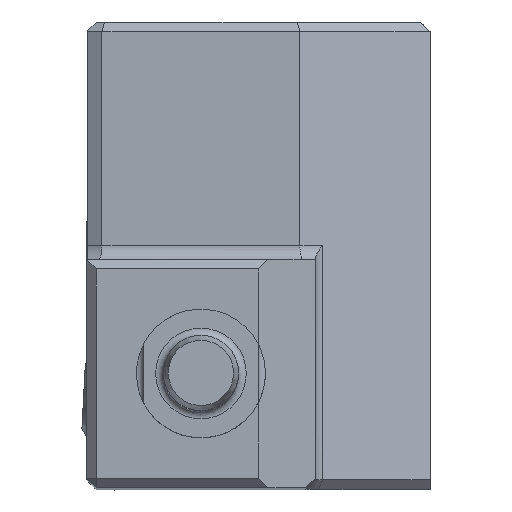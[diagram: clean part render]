
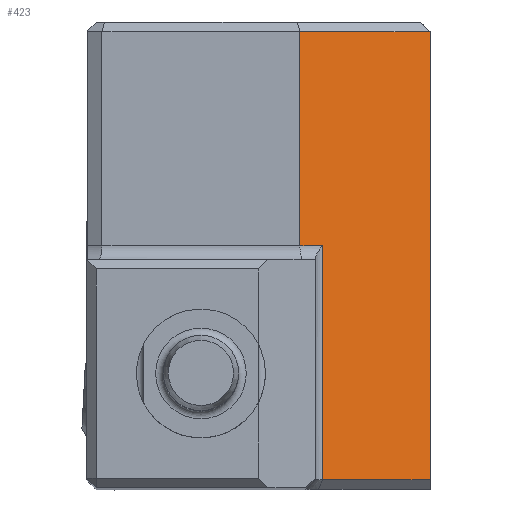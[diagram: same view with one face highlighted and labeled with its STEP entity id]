
A CAD part, top view. The second image highlights one B-rep face of the part: STEP entity #423.
In plain terms, the highlighted planar face has unit normal (0.5, 0, 0.866).
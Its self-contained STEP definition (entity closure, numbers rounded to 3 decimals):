
#423=ADVANCED_FACE('',(#742),#634,.F.);
#634=PLANE('',#4089);
#742=FACE_OUTER_BOUND('',#939,.T.);
#939=EDGE_LOOP('',(#1364,#1365,#1366,#1367,#1368,#1369));
#1364=ORIENTED_EDGE('',*,*,#2798,.T.);
#1365=ORIENTED_EDGE('',*,*,#2819,.T.);
#1366=ORIENTED_EDGE('',*,*,#2806,.T.);
#1367=ORIENTED_EDGE('',*,*,#2820,.F.);
#1368=ORIENTED_EDGE('',*,*,#2816,.T.);
#1369=ORIENTED_EDGE('',*,*,#2821,.T.);
#2422=VERTEX_POINT('',#5711);
#2423=VERTEX_POINT('',#5713);
#2426=VERTEX_POINT('',#5728);
#2427=VERTEX_POINT('',#5729);
#2432=VERTEX_POINT('',#5747);
#2433=VERTEX_POINT('',#5748);
#2798=EDGE_CURVE('',#2423,#2422,#3341,.T.);
#2806=EDGE_CURVE('',#2426,#2427,#3349,.T.);
#2816=EDGE_CURVE('',#2432,#2433,#3356,.T.);
#2819=EDGE_CURVE('',#2422,#2426,#3357,.T.);
#2820=EDGE_CURVE('',#2432,#2427,#3358,.T.);
#2821=EDGE_CURVE('',#2433,#2423,#3359,.T.);
#3341=LINE('',#5712,#3680);
#3349=LINE('',#5727,#3688);
#3356=LINE('',#5746,#3695);
#3357=LINE('',#5752,#3696);
#3358=LINE('',#5753,#3697);
#3359=LINE('',#5754,#3698);
#3680=VECTOR('',#4522,1.);
#3688=VECTOR('',#4538,1.);
#3695=VECTOR('',#4557,1.);
#3696=VECTOR('',#4564,1.);
#3697=VECTOR('',#4565,1.);
#3698=VECTOR('',#4566,1.);
#4089=AXIS2_PLACEMENT_3D('',#5755,#4567,#4568);
#4522=DIRECTION('',(0.,1.,0.));
#4538=DIRECTION('',(0.,-1.,0.));
#4557=DIRECTION('',(0.,-1.,0.));
#4564=DIRECTION('',(-0.866,0.,0.5));
#4565=DIRECTION('',(-0.866,0.,0.5));
#4566=DIRECTION('',(0.866,0.,-0.5));
#4567=DIRECTION('',(-0.5,0.,-0.866));
#4568=DIRECTION('',(-0.866,0.,0.5));
#5711=CARTESIAN_POINT('',(6.025,24.,-47.94));
#5712=CARTESIAN_POINT('',(6.025,35.988,-47.94));
#5713=CARTESIAN_POINT('',(6.025,0.5,-47.94));
#5727=CARTESIAN_POINT('',(-0.8,24.5,-44.));
#5728=CARTESIAN_POINT('',(-0.8,24.,-44.));
#5729=CARTESIAN_POINT('',(-0.8,12.775,-44.));
#5746=CARTESIAN_POINT('',(0.4,35.988,-44.693));
#5747=CARTESIAN_POINT('',(0.4,12.775,-44.693));
#5748=CARTESIAN_POINT('',(0.4,0.5,-44.693));
#5752=CARTESIAN_POINT('',(-0.8,24.,-44.));
#5753=CARTESIAN_POINT('',(10.355,12.775,-50.44));
#5754=CARTESIAN_POINT('',(6.025,0.5,-47.94));
#5755=CARTESIAN_POINT('',(0.4,35.988,-44.693));
